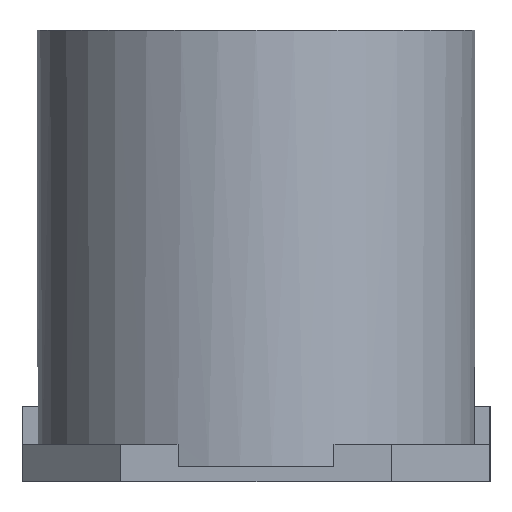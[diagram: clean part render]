
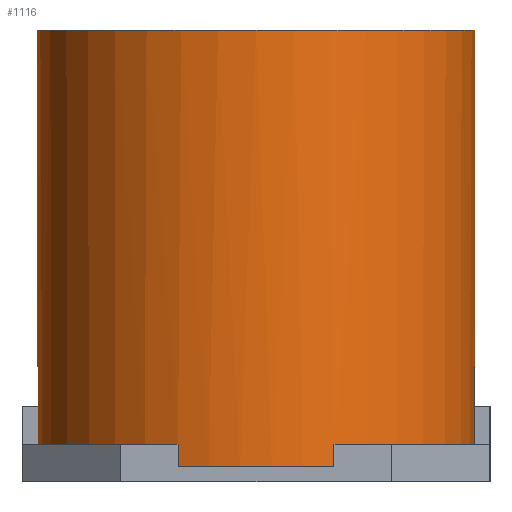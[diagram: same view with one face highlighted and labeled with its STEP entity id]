
A CAD part, left-side view. The second image highlights one B-rep face of the part: STEP entity #1116.
In plain terms, the highlighted cylindrical face has radius 8 mm (diameter 16 mm), a full revolution.
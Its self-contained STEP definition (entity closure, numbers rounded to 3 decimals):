
#1116 = ADVANCED_FACE('',(#1117),#1280,.T.);
#1117 = FACE_BOUND('',#1118,.T.);
#1118 = EDGE_LOOP('',(#1119,#1130,#1138,#1145,#1146,#1155,#1163,#1172,
    #1180,#1189,#1197,#1206,#1214,#1223,#1231,#1240,#1248,#1257,#1265,
    #1274));
#1119 = ORIENTED_EDGE('',*,*,#1120,.T.);
#1120 = EDGE_CURVE('',#1121,#1123,#1125,.T.);
#1121 = VERTEX_POINT('',#1122);
#1122 = CARTESIAN_POINT('',(7.475,-2.85,0.55));
#1123 = VERTEX_POINT('',#1124);
#1124 = CARTESIAN_POINT('',(8.,0.,0.55));
#1125 = CIRCLE('',#1126,8.);
#1126 = AXIS2_PLACEMENT_3D('',#1127,#1128,#1129);
#1127 = CARTESIAN_POINT('',(0.,0.,0.55));
#1128 = DIRECTION('',(0.,0.,1.));
#1129 = DIRECTION('',(1.,0.,0.));
#1130 = ORIENTED_EDGE('',*,*,#1131,.T.);
#1131 = EDGE_CURVE('',#1123,#1132,#1134,.T.);
#1132 = VERTEX_POINT('',#1133);
#1133 = CARTESIAN_POINT('',(8.,0.,16.499));
#1134 = LINE('',#1135,#1136);
#1135 = CARTESIAN_POINT('',(8.,0.,0.499));
#1136 = VECTOR('',#1137,1.);
#1137 = DIRECTION('',(0.,0.,1.));
#1138 = ORIENTED_EDGE('',*,*,#1139,.F.);
#1139 = EDGE_CURVE('',#1132,#1132,#1140,.T.);
#1140 = CIRCLE('',#1141,8.);
#1141 = AXIS2_PLACEMENT_3D('',#1142,#1143,#1144);
#1142 = CARTESIAN_POINT('',(0.,0.,16.499));
#1143 = DIRECTION('',(0.,0.,1.));
#1144 = DIRECTION('',(1.,0.,0.));
#1145 = ORIENTED_EDGE('',*,*,#1131,.F.);
#1146 = ORIENTED_EDGE('',*,*,#1147,.T.);
#1147 = EDGE_CURVE('',#1123,#1148,#1150,.T.);
#1148 = VERTEX_POINT('',#1149);
#1149 = CARTESIAN_POINT('',(7.475,2.85,0.55));
#1150 = CIRCLE('',#1151,8.);
#1151 = AXIS2_PLACEMENT_3D('',#1152,#1153,#1154);
#1152 = CARTESIAN_POINT('',(0.,0.,0.55));
#1153 = DIRECTION('',(0.,0.,1.));
#1154 = DIRECTION('',(1.,0.,0.));
#1155 = ORIENTED_EDGE('',*,*,#1156,.T.);
#1156 = EDGE_CURVE('',#1148,#1157,#1159,.T.);
#1157 = VERTEX_POINT('',#1158);
#1158 = CARTESIAN_POINT('',(7.475,2.85,2.75));
#1159 = LINE('',#1160,#1161);
#1160 = CARTESIAN_POINT('',(7.475,2.85,0.55));
#1161 = VECTOR('',#1162,1.);
#1162 = DIRECTION('',(0.,0.,1.));
#1163 = ORIENTED_EDGE('',*,*,#1164,.T.);
#1164 = EDGE_CURVE('',#1157,#1165,#1167,.T.);
#1165 = VERTEX_POINT('',#1166);
#1166 = CARTESIAN_POINT('',(2.85,7.475,2.75));
#1167 = CIRCLE('',#1168,8.);
#1168 = AXIS2_PLACEMENT_3D('',#1169,#1170,#1171);
#1169 = CARTESIAN_POINT('',(0.,0.,2.75));
#1170 = DIRECTION('',(0.,0.,1.));
#1171 = DIRECTION('',(1.,0.,0.));
#1172 = ORIENTED_EDGE('',*,*,#1173,.F.);
#1173 = EDGE_CURVE('',#1174,#1165,#1176,.T.);
#1174 = VERTEX_POINT('',#1175);
#1175 = CARTESIAN_POINT('',(2.85,7.475,0.55));
#1176 = LINE('',#1177,#1178);
#1177 = CARTESIAN_POINT('',(2.85,7.475,0.55));
#1178 = VECTOR('',#1179,1.);
#1179 = DIRECTION('',(0.,0.,1.));
#1180 = ORIENTED_EDGE('',*,*,#1181,.T.);
#1181 = EDGE_CURVE('',#1174,#1182,#1184,.T.);
#1182 = VERTEX_POINT('',#1183);
#1183 = CARTESIAN_POINT('',(-2.85,7.475,0.55));
#1184 = CIRCLE('',#1185,8.);
#1185 = AXIS2_PLACEMENT_3D('',#1186,#1187,#1188);
#1186 = CARTESIAN_POINT('',(0.,0.,0.55));
#1187 = DIRECTION('',(0.,0.,1.));
#1188 = DIRECTION('',(1.,0.,0.));
#1189 = ORIENTED_EDGE('',*,*,#1190,.T.);
#1190 = EDGE_CURVE('',#1182,#1191,#1193,.T.);
#1191 = VERTEX_POINT('',#1192);
#1192 = CARTESIAN_POINT('',(-2.85,7.475,1.375));
#1193 = LINE('',#1194,#1195);
#1194 = CARTESIAN_POINT('',(-2.85,7.475,0.55));
#1195 = VECTOR('',#1196,1.);
#1196 = DIRECTION('',(0.,0.,1.));
#1197 = ORIENTED_EDGE('',*,*,#1198,.T.);
#1198 = EDGE_CURVE('',#1191,#1199,#1201,.T.);
#1199 = VERTEX_POINT('',#1200);
#1200 = CARTESIAN_POINT('',(-7.475,2.85,1.375));
#1201 = CIRCLE('',#1202,8.);
#1202 = AXIS2_PLACEMENT_3D('',#1203,#1204,#1205);
#1203 = CARTESIAN_POINT('',(0.,0.,1.375));
#1204 = DIRECTION('',(0.,0.,1.));
#1205 = DIRECTION('',(1.,0.,0.));
#1206 = ORIENTED_EDGE('',*,*,#1207,.F.);
#1207 = EDGE_CURVE('',#1208,#1199,#1210,.T.);
#1208 = VERTEX_POINT('',#1209);
#1209 = CARTESIAN_POINT('',(-7.475,2.85,0.55));
#1210 = LINE('',#1211,#1212);
#1211 = CARTESIAN_POINT('',(-7.475,2.85,0.55));
#1212 = VECTOR('',#1213,1.);
#1213 = DIRECTION('',(0.,0.,1.));
#1214 = ORIENTED_EDGE('',*,*,#1215,.T.);
#1215 = EDGE_CURVE('',#1208,#1216,#1218,.T.);
#1216 = VERTEX_POINT('',#1217);
#1217 = CARTESIAN_POINT('',(-7.475,-2.85,0.55));
#1218 = CIRCLE('',#1219,8.);
#1219 = AXIS2_PLACEMENT_3D('',#1220,#1221,#1222);
#1220 = CARTESIAN_POINT('',(0.,0.,0.55));
#1221 = DIRECTION('',(0.,0.,1.));
#1222 = DIRECTION('',(1.,0.,0.));
#1223 = ORIENTED_EDGE('',*,*,#1224,.T.);
#1224 = EDGE_CURVE('',#1216,#1225,#1227,.T.);
#1225 = VERTEX_POINT('',#1226);
#1226 = CARTESIAN_POINT('',(-7.475,-2.85,1.375));
#1227 = LINE('',#1228,#1229);
#1228 = CARTESIAN_POINT('',(-7.475,-2.85,0.55));
#1229 = VECTOR('',#1230,1.);
#1230 = DIRECTION('',(0.,0.,1.));
#1231 = ORIENTED_EDGE('',*,*,#1232,.T.);
#1232 = EDGE_CURVE('',#1225,#1233,#1235,.T.);
#1233 = VERTEX_POINT('',#1234);
#1234 = CARTESIAN_POINT('',(-2.85,-7.475,1.375));
#1235 = CIRCLE('',#1236,8.);
#1236 = AXIS2_PLACEMENT_3D('',#1237,#1238,#1239);
#1237 = CARTESIAN_POINT('',(0.,0.,1.375));
#1238 = DIRECTION('',(0.,0.,1.));
#1239 = DIRECTION('',(1.,0.,0.));
#1240 = ORIENTED_EDGE('',*,*,#1241,.F.);
#1241 = EDGE_CURVE('',#1242,#1233,#1244,.T.);
#1242 = VERTEX_POINT('',#1243);
#1243 = CARTESIAN_POINT('',(-2.85,-7.475,0.55));
#1244 = LINE('',#1245,#1246);
#1245 = CARTESIAN_POINT('',(-2.85,-7.475,0.55));
#1246 = VECTOR('',#1247,1.);
#1247 = DIRECTION('',(0.,0.,1.));
#1248 = ORIENTED_EDGE('',*,*,#1249,.T.);
#1249 = EDGE_CURVE('',#1242,#1250,#1252,.T.);
#1250 = VERTEX_POINT('',#1251);
#1251 = CARTESIAN_POINT('',(2.85,-7.475,0.55));
#1252 = CIRCLE('',#1253,8.);
#1253 = AXIS2_PLACEMENT_3D('',#1254,#1255,#1256);
#1254 = CARTESIAN_POINT('',(0.,0.,0.55));
#1255 = DIRECTION('',(0.,0.,1.));
#1256 = DIRECTION('',(1.,0.,0.));
#1257 = ORIENTED_EDGE('',*,*,#1258,.T.);
#1258 = EDGE_CURVE('',#1250,#1259,#1261,.T.);
#1259 = VERTEX_POINT('',#1260);
#1260 = CARTESIAN_POINT('',(2.85,-7.475,2.75));
#1261 = LINE('',#1262,#1263);
#1262 = CARTESIAN_POINT('',(2.85,-7.475,0.55));
#1263 = VECTOR('',#1264,1.);
#1264 = DIRECTION('',(0.,0.,1.));
#1265 = ORIENTED_EDGE('',*,*,#1266,.T.);
#1266 = EDGE_CURVE('',#1259,#1267,#1269,.T.);
#1267 = VERTEX_POINT('',#1268);
#1268 = CARTESIAN_POINT('',(7.475,-2.85,2.75));
#1269 = CIRCLE('',#1270,8.);
#1270 = AXIS2_PLACEMENT_3D('',#1271,#1272,#1273);
#1271 = CARTESIAN_POINT('',(0.,0.,2.75));
#1272 = DIRECTION('',(0.,0.,1.));
#1273 = DIRECTION('',(1.,0.,0.));
#1274 = ORIENTED_EDGE('',*,*,#1275,.F.);
#1275 = EDGE_CURVE('',#1121,#1267,#1276,.T.);
#1276 = LINE('',#1277,#1278);
#1277 = CARTESIAN_POINT('',(7.475,-2.85,0.55));
#1278 = VECTOR('',#1279,1.);
#1279 = DIRECTION('',(0.,0.,1.));
#1280 = CYLINDRICAL_SURFACE('',#1281,8.);
#1281 = AXIS2_PLACEMENT_3D('',#1282,#1283,#1284);
#1282 = CARTESIAN_POINT('',(0.,0.,0.499));
#1283 = DIRECTION('',(0.,0.,1.));
#1284 = DIRECTION('',(1.,0.,0.));
